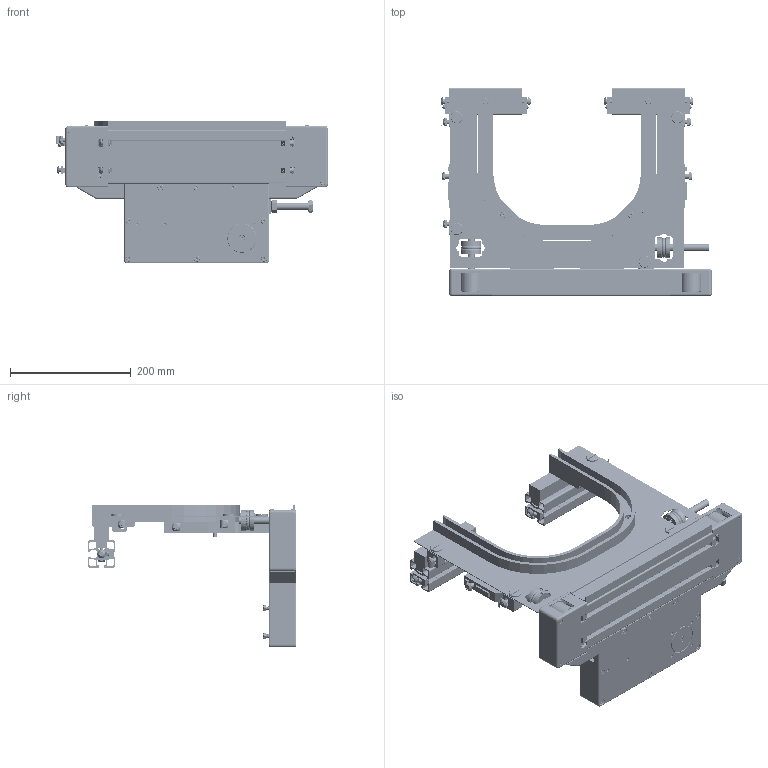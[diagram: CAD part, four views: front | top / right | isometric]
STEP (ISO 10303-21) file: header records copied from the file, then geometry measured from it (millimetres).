
FILE_DESCRIPTION(/* description */ (''),/* implementation_level */ '2;1');
FILE_NAME(/* name */ '430060-0S.step',/* time_stamp */ '2021-09-06T14:50:44+02:00',/* author */ ('MuellerJ'),/* organization */ (''),/* preprocessor_version */ 'ST-DEVELOPER v18.1',/* originating_system */ 'Autodesk Inventor 2021',/* authorisation */ '');
FILE_SCHEMA (('AUTOMOTIVE_DESIGN { 1 0 10303 214 3 1 1 }'));
Products named in the file (61): leer; leer_1; leer_2; 43-1312-0FZ.001; leer_3; 21-1355-1FZ.002; leer_4; 21-1351-2FZ.005; leer_5; leer_6; leer_7; leer_8; 21-1393-2FZ.003; leer_9; 21-1492-0FZ.003; 20-1033-0FZ.001; 43-1109-0FZ.000; 43-1106-0FZ.001; 43-1107-0FZ.001; leer_10; leer_11; leer_12; leer_13; leer_14; leer_15; 43-1100-0BG.001; 43-1103-0FZ.005; MTW_1-00101639; 43-1104-0FZ.003; leer_16; leer_17; 43-1110-0FZ.001; leer_18; 22-1210-0FZ.003; 43-1210-0FZ.001; 43-1226-1FZ.000; 43-1226-0FZ.000; 43-1212-0FZ.000; 43-1214-0FZ.001; 43-1216-0FZ.000 ...
Assembly tree (135 placements, depth 4):
  leer
    leer_1
    leer_2
    43-1312-0FZ.001  x2
    leer_3  x4
      21-1355-1FZ.002
      leer_4
      21-1351-2FZ.005
    leer_5  x2
    leer_6  x2
    21-1351-0FZ.004  x2
    leer_7  x8
      leer_8
        21-1393-2FZ.003
        leer_9
      21-1492-0FZ.003
    20-1033-0FZ.001  x2
    43-1109-0FZ.000  x2
    43-1106-0FZ.001  x2
    43-1107-0FZ.001  x2
    leer_10  x2
    leer_11  x2
    leer_12  x6
    leer_13  x6
    leer_26  x2
    leer_14
    leer_15
    43-1100-0BG.001  x2
      43-1103-0FZ.005
      MTW_1-00101639
      leer_20
      43-1104-0FZ.003
      leer_16
      leer_17
    43-1110-0FZ.001  x2
    leer_18  x2
    22-1210-0FZ.003  x2
    43-1210-0FZ.001
      43-1226-1FZ.000
      43-1226-0FZ.000
      43-1212-0FZ.000
      43-1214-0FZ.001
      43-1216-0FZ.000
      43-1224-0FZ.000
      leer_19
        43-1217-0FZ.003
        leer_20  x2
        43-1228-0FZ.000
        leer_21  x2
        43-1229-0FZ.000
        leer_22  x2
      43-1218-0FZ.004
      leer_23
      leer_24
      leer_27  x8
      21-1351-0FZ.004  x2
      leer_26  x7
      leer_25
    leer_28  x4
    leer_29  x4
Bounding box: 450.3 x 345.11 x 237 mm (x, y, z)
Volume: 2991913.8 mm3; surface area: 1318728 mm2
Topology: 162 solids, 172 shells, 4432 faces, 11628 edges, 7670 vertices
Faces by surface type: plane 2310, cylinder 1241, cone 370, torus 344, sphere 108, bspline 59
Full cylindrical faces by diameter (mm): 1.7 x4, 3.5 x4, 4.134 x22, 4.917 x24, 5 x23, 5.459 x4, 5.5 x11, 6 x45, 6.6 x23, 6.8 x2, 8 x32, 8.2 x8, 8.5 x10, 8.7 x4, 9 x6, 9.43 x1, 9.5 x6, 10 x27, 10.106 x2, 11 x21, 11.34 x2, 11.5 x2, 11.7 x4, 12 x28, 13 x4, 13.5 x8, 15 x4, 16.63 x1, 16.65 x40, 16.95 x20
Entity records: 59977 total; most frequent: CARTESIAN_POINT 11749, DIRECTION 9725, ORIENTED_EDGE 9342, EDGE_CURVE 4671, AXIS2_PLACEMENT_3D 3427, VERTEX_POINT 3088, LINE 2871, VECTOR 2871
